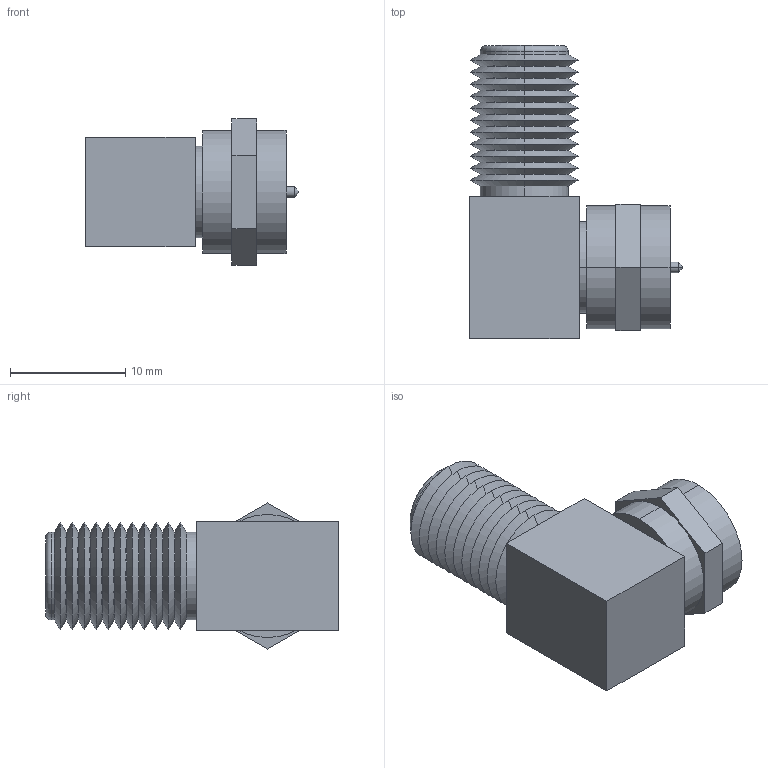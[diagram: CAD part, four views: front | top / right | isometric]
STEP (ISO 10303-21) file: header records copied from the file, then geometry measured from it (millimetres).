
FILE_DESCRIPTION (( 'STEP AP203' ), '1' );
FILE_NAME ('BA123.STEP', '2006-06-30T19:24:13', ( ' ' ), ( ' ' ), 'SwSTEP 2.0', 'SolidWorks 2005354', '' );
FILE_SCHEMA (( 'CONFIG_CONTROL_DESIGN' ));
Length unit declared in the file: inch
Products named in the file (1): BA123
Bounding box: 18.49 x 25.4 x 12.67 mm (x, y, z)
Volume: 2234.5 mm3; surface area: 1925.2 mm2
Topology: 1 solids, 1 shells, 149 faces, 302 edges, 164 vertices
Faces by surface type: cone 74, cylinder 52, plane 21, torus 2
Entity records: 3885 total; most frequent: DIRECTION 748, CARTESIAN_POINT 616, ORIENTED_EDGE 604, EDGE_CURVE 302, AXIS2_PLACEMENT_3D 296, VERTEX_POINT 164, EDGE_LOOP 158, VECTOR 156
